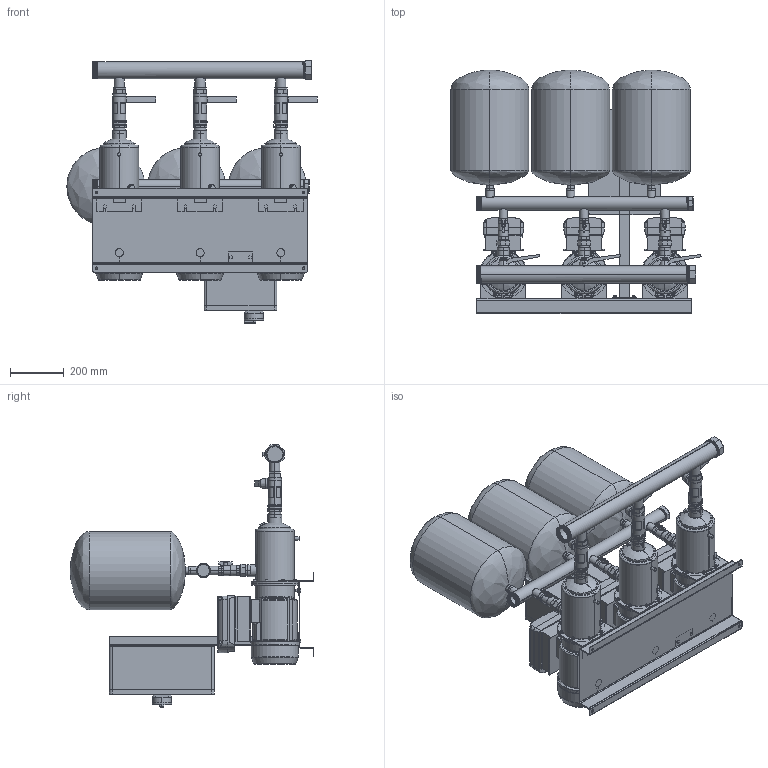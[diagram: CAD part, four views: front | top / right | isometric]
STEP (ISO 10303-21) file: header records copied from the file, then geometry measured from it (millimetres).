
FILE_DESCRIPTION (( 'STEP AP214' ), '1' );
FILE_NAME ('3EH_9-6_TE_ZB00064941.STEP', '2022-07-17T16:09:58', ( '' ), ( '' ), 'SwSTEP 2.0', 'SolidWorks 2020', '' );
FILE_SCHEMA (( 'AUTOMOTIVE_DESIGN' ));
Length unit declared in the file: millimetre
Products named in the file (1): 3EH_9-6_TE_ZB00064941
Bounding box: 930 x 905 x 974.25 mm (x, y, z)
Volume: 96689127.5 mm3; surface area: 6615379.7 mm2
Topology: 63 solids, 64 shells, 2327 faces, 5596 edges, 3591 vertices
Faces by surface type: plane 1224, cylinder 780, cone 187, torus 72, bspline 50, sphere 14
Entity records: 118047 total; most frequent: CARTESIAN_POINT 38152, ORIENTED_EDGE 11176, DIRECTION 10882, EDGE_CURVE 5588, AXIS2_PLACEMENT_3D 3847, VERTEX_POINT 3591, LINE 3188, VECTOR 3188
